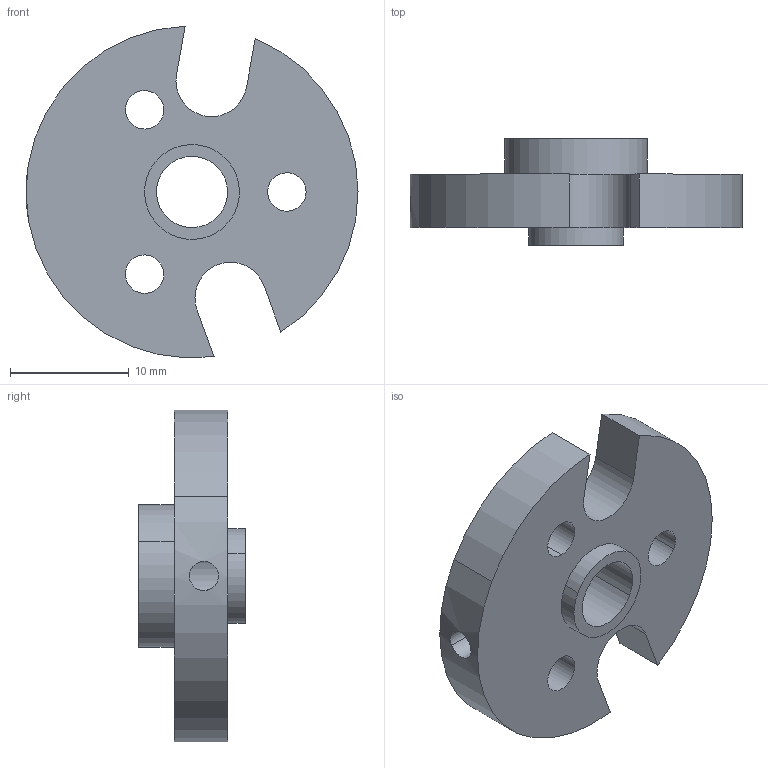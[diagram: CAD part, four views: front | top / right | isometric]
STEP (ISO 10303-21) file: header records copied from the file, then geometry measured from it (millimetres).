
FILE_DESCRIPTION(('CATIA V5 STEP Exchange'),'2;1');
FILE_NAME('VR6-BT_SD.stp','2019-06-07T07:39:47+00:00',('none'),('none'),'CATIA Version 5 Release 20 GA (IN-10)','CATIA V5 STEP AP203','none');
FILE_SCHEMA(('CONFIG_CONTROL_DESIGN'));
Length unit declared in the file: millimetre
Products named in the file (1): VR6-BT_SD
Bounding box: 28 x 9 x 27.98 mm (x, y, z)
Volume: 2402.8 mm3; surface area: 1999 mm2
Topology: 1 solids, 1 shells, 28 faces, 72 edges, 48 vertices
Faces by surface type: cylinder 20, plane 8
Entity records: 890 total; most frequent: CARTESIAN_POINT 189, ORIENTED_EDGE 144, DIRECTION 104, EDGE_CURVE 72, AXIS2_PLACEMENT_3D 55, VERTEX_POINT 48, EDGE_LOOP 40, CIRCLE 36
